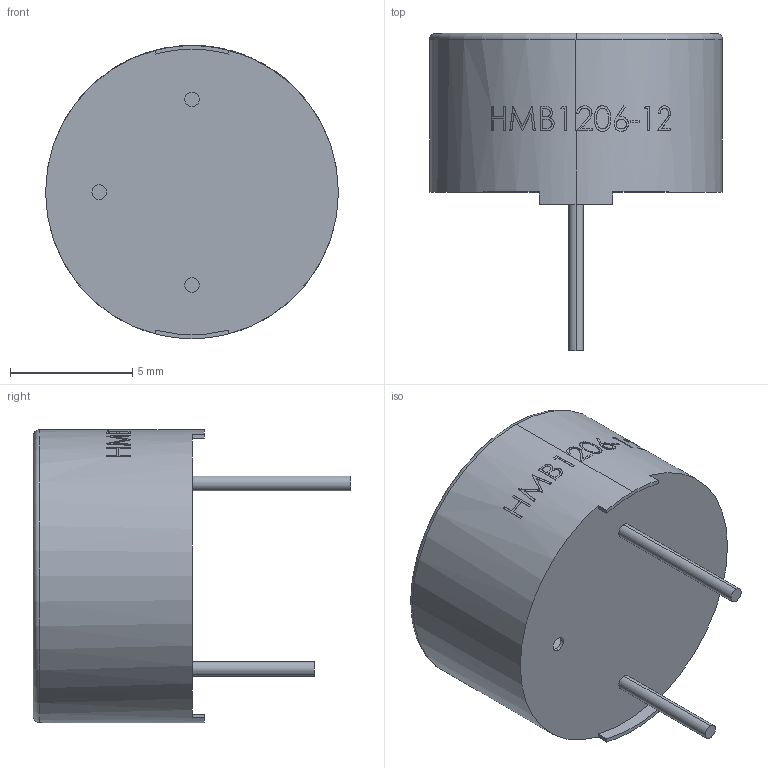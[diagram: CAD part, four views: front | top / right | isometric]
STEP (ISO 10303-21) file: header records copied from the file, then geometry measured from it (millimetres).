
FILE_DESCRIPTION (( 'STEP AP214' ), '1' );
FILE_NAME ('User Library-HMB 1206-12.STEP', '2019-01-03T09:26:20', ( '' ), ( '' ), 'SwSTEP 2.0', 'SolidWorks 2018', '' );
FILE_SCHEMA (( 'AUTOMOTIVE_DESIGN' ));
Length unit declared in the file: millimetre
Products named in the file (1): User Library-HMB 1206-12
Bounding box: 12 x 13 x 12.01 mm (x, y, z)
Volume: 71.7 mm3; surface area: 935.6 mm2
Topology: 1 solids, 1 shells, 169 faces, 437 edges, 290 vertices
Faces by surface type: plane 75, bspline 56, cylinder 34, torus 4
Entity records: 9936 total; most frequent: CARTESIAN_POINT 4594, ORIENTED_EDGE 874, DIRECTION 595, EDGE_CURVE 437, VERTEX_POINT 290, AXIS2_PLACEMENT_3D 228, EDGE_LOOP 191, B_SPLINE_CURVE_WITH_KNOTS 184
